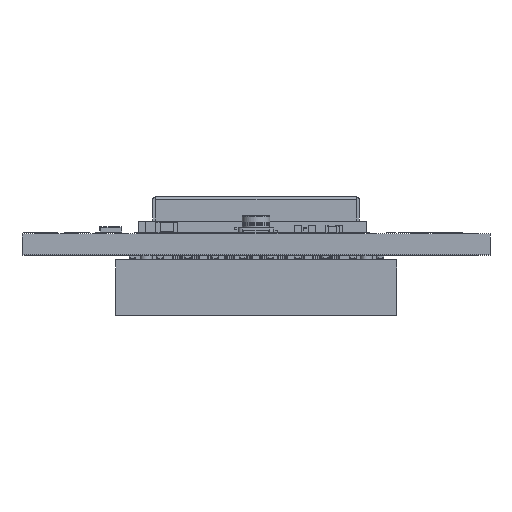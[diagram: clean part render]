
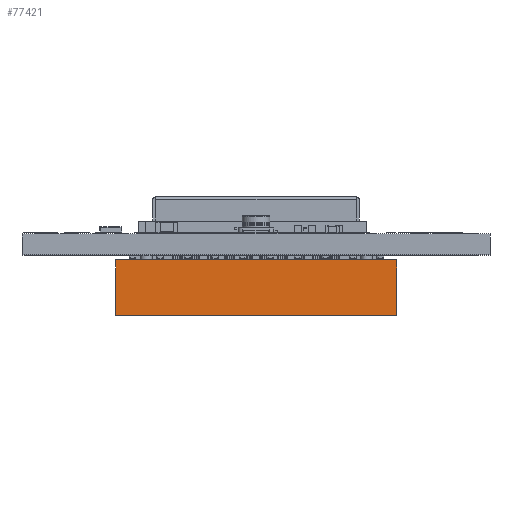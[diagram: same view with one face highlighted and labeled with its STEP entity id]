
A CAD part, front view. The second image highlights one B-rep face of the part: STEP entity #77421.
In plain terms, the highlighted face is planar.
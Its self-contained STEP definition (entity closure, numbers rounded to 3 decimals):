
#77373 = VERTEX_POINT('',#77374);
#77374 = CARTESIAN_POINT('',(10.2,0.,-2.25));
#77380 = EDGE_CURVE('',#77373,#77381,#77383,.T.);
#77381 = VERTEX_POINT('',#77382);
#77382 = CARTESIAN_POINT('',(10.2,4.,-2.25));
#77383 = LINE('',#77384,#77385);
#77384 = CARTESIAN_POINT('',(10.2,0.,-2.25));
#77385 = VECTOR('',#77386,1.);
#77386 = DIRECTION('',(0.,1.,0.));
#77421 = ADVANCED_FACE('',(#77422),#77447,.T.);
#77422 = FACE_BOUND('',#77423,.T.);
#77423 = EDGE_LOOP('',(#77424,#77434,#77440,#77441));
#77424 = ORIENTED_EDGE('',*,*,#77425,.T.);
#77425 = EDGE_CURVE('',#77426,#77428,#77430,.T.);
#77426 = VERTEX_POINT('',#77427);
#77427 = CARTESIAN_POINT('',(-10.2,0.,-2.25));
#77428 = VERTEX_POINT('',#77429);
#77429 = CARTESIAN_POINT('',(-10.2,4.,-2.25));
#77430 = LINE('',#77431,#77432);
#77431 = CARTESIAN_POINT('',(-10.2,0.,-2.25));
#77432 = VECTOR('',#77433,1.);
#77433 = DIRECTION('',(0.,1.,0.));
#77434 = ORIENTED_EDGE('',*,*,#77435,.F.);
#77435 = EDGE_CURVE('',#77381,#77428,#77436,.T.);
#77436 = LINE('',#77437,#77438);
#77437 = CARTESIAN_POINT('',(10.2,4.,-2.25));
#77438 = VECTOR('',#77439,1.);
#77439 = DIRECTION('',(-1.,0.,0.));
#77440 = ORIENTED_EDGE('',*,*,#77380,.F.);
#77441 = ORIENTED_EDGE('',*,*,#77442,.T.);
#77442 = EDGE_CURVE('',#77373,#77426,#77443,.T.);
#77443 = LINE('',#77444,#77445);
#77444 = CARTESIAN_POINT('',(10.2,0.,-2.25));
#77445 = VECTOR('',#77446,1.);
#77446 = DIRECTION('',(-1.,0.,0.));
#77447 = PLANE('',#77448);
#77448 = AXIS2_PLACEMENT_3D('',#77449,#77450,#77451);
#77449 = CARTESIAN_POINT('',(10.2,0.,-2.25));
#77450 = DIRECTION('',(0.,0.,-1.));
#77451 = DIRECTION('',(-1.,0.,0.));
